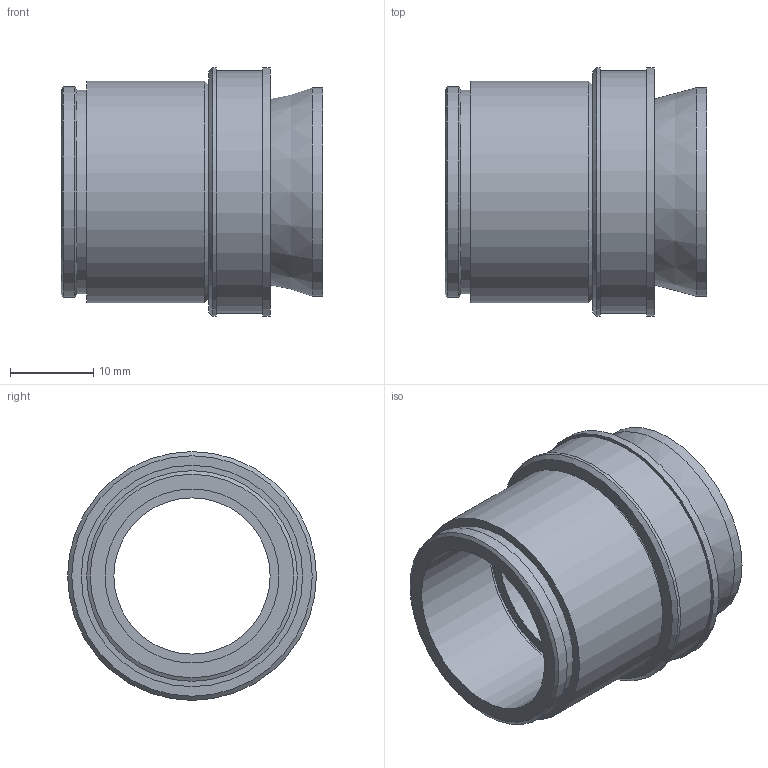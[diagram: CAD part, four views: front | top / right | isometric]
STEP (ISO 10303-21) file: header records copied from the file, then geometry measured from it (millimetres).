
FILE_DESCRIPTION(/* description */ (''),/* implementation_level */ '2;1');
FILE_NAME(/* name */ '40297.stp',/* time_stamp */ '2018-02-27T08:04:43-05:00',/* author */ ('BONAFEDE'),/* organization */ ('NAVITAR'),/* preprocessor_version */ 'ST-DEVELOPER v16.13',/* originating_system */ 'Autodesk Inventor 2018',/* authorisation */ '');
FILE_SCHEMA (('AUTOMOTIVE_DESIGN { 1 0 10303 214 3 1 1 }'));
Length unit declared in the file: inch
Products named in the file (1): Part1
Bounding box: 31.56 x 29.97 x 29.97 mm (x, y, z)
Volume: 7984.2 mm3; surface area: 6078.8 mm2
Topology: 1 solids, 2 shells, 32 faces, 56 edges, 34 vertices
Faces by surface type: cylinder 13, plane 10, cone 9
Full cylindrical faces by diameter (mm): 18.826 x1, 20.955 x1, 21.366 x1, 21.565 x1, 22.225 x1, 22.424 x1, 24.513 x1, 25.121 x1, 25.372 x1, 26.67 x1, 29.21 x1, 29.972 x2
Entity records: 691 total; most frequent: DIRECTION 130, CARTESIAN_POINT 97, AXIS2_PLACEMENT_3D 65, EDGE_LOOP 64, ORIENTED_EDGE 64, FACE_BOUND 32, FACE_OUTER_BOUND 32, CIRCLE 32
